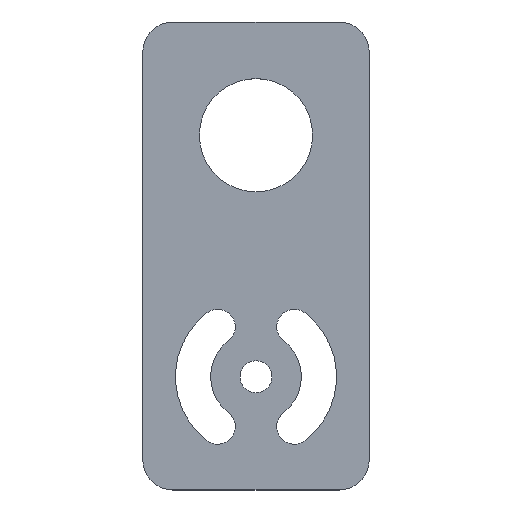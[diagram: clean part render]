
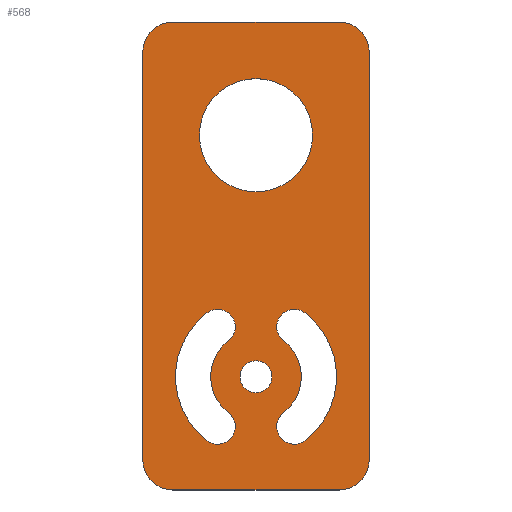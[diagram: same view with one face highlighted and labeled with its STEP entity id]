
A CAD part, top view. The second image highlights one B-rep face of the part: STEP entity #568.
In plain terms, the highlighted planar face has unit normal (0, 0, 1).
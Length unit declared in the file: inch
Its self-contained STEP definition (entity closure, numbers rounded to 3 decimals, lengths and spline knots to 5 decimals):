
#129=CARTESIAN_POINT('',(-0.64961,3.4252,
0.10236));
#130=DIRECTION('',(0.,0.,1.));
#131=DIRECTION('',(0.,1.,0.));
#132=AXIS2_PLACEMENT_3D('',#129,#130,#131);
#134=DIRECTION('',(1.,0.,0.));
#135=VECTOR('',#134,1.29921);
#136=CARTESIAN_POINT('',(-0.64961,3.66142,
0.10236));
#137=LINE('',#136,#135);
#138=CARTESIAN_POINT('',(0.64961,3.4252,0.10236));
#139=DIRECTION('',(0.,0.,1.));
#140=DIRECTION('',(1.,0.,0.));
#141=AXIS2_PLACEMENT_3D('',#138,#139,#140);
#143=DIRECTION('',(0.,-1.,0.));
#144=VECTOR('',#143,3.18898);
#145=CARTESIAN_POINT('',(0.88583,3.4252,0.10236));
#146=LINE('',#145,#144);
#147=CARTESIAN_POINT('',(0.64961,0.23622,
0.10236));
#148=DIRECTION('',(0.,0.,1.));
#149=DIRECTION('',(0.,-1.,0.));
#150=AXIS2_PLACEMENT_3D('',#147,#148,#149);
#152=DIRECTION('',(-1.,0.,0.));
#153=VECTOR('',#152,1.29921);
#154=CARTESIAN_POINT('',(0.64961,0.,0.10236));
#155=LINE('',#154,#153);
#156=CARTESIAN_POINT('',(-0.64961,0.23622,
0.10236));
#157=DIRECTION('',(0.,0.,1.));
#158=DIRECTION('',(-1.,0.,0.));
#159=AXIS2_PLACEMENT_3D('',#156,#157,#158);
#161=DIRECTION('',(0.,1.,0.));
#162=VECTOR('',#161,3.18898);
#163=CARTESIAN_POINT('',(-0.88583,0.23622,
0.10236));
#164=LINE('',#163,#162);
#165=CARTESIAN_POINT('',(0.,0.88583,0.10236));
#166=DIRECTION('',(0.,0.,-1.));
#167=DIRECTION('',(0.609,0.793,0.));
#168=AXIS2_PLACEMENT_3D('',#165,#166,#167);
#170=CARTESIAN_POINT('',(0.29959,0.4954,
0.10236));
#171=DIRECTION('',(0.,0.,-1.));
#172=DIRECTION('',(0.609,-0.793,0.));
#173=AXIS2_PLACEMENT_3D('',#170,#171,#172);
#175=CARTESIAN_POINT('',(0.,0.88583,0.10236));
#176=DIRECTION('',(0.,0.,-1.));
#177=DIRECTION('',(0.609,0.793,0.));
#178=AXIS2_PLACEMENT_3D('',#175,#176,#177);
#180=CARTESIAN_POINT('',(0.29959,1.27626,0.10236));
#181=DIRECTION('',(0.,0.,-1.));
#182=DIRECTION('',(-0.609,-0.793,0.));
#183=AXIS2_PLACEMENT_3D('',#180,#181,#182);
#185=CARTESIAN_POINT('',(0.,0.88583,0.10236));
#186=DIRECTION('',(0.,0.,-1.));
#187=DIRECTION('',(-0.609,-0.793,0.));
#188=AXIS2_PLACEMENT_3D('',#185,#186,#187);
#190=CARTESIAN_POINT('',(-0.29959,1.27626,
0.10236));
#191=DIRECTION('',(0.,0.,-1.));
#192=DIRECTION('',(-0.609,0.793,0.));
#193=AXIS2_PLACEMENT_3D('',#190,#191,#192);
#195=CARTESIAN_POINT('',(0.,0.88583,0.10236));
#196=DIRECTION('',(0.,0.,-1.));
#197=DIRECTION('',(-0.609,-0.793,0.));
#198=AXIS2_PLACEMENT_3D('',#195,#196,#197);
#200=CARTESIAN_POINT('',(-0.29959,0.4954,
0.10236));
#201=DIRECTION('',(0.,0.,-1.));
#202=DIRECTION('',(0.609,0.793,0.));
#203=AXIS2_PLACEMENT_3D('',#200,#201,#202);
#205=CARTESIAN_POINT('',(0.,0.88583,0.10236));
#206=DIRECTION('',(0.,0.,-1.));
#207=DIRECTION('',(0.,1.,0.));
#208=AXIS2_PLACEMENT_3D('',#205,#206,#207);
#210=CARTESIAN_POINT('',(0.,0.88583,0.10236));
#211=DIRECTION('',(0.,0.,-1.));
#212=DIRECTION('',(0.,-1.,0.));
#213=AXIS2_PLACEMENT_3D('',#210,#211,#212);
#215=CARTESIAN_POINT('',(0.,2.77559,0.10236));
#216=DIRECTION('',(0.,0.,-1.));
#217=DIRECTION('',(0.,1.,0.));
#218=AXIS2_PLACEMENT_3D('',#215,#216,#217);
#220=CARTESIAN_POINT('',(0.,2.77559,0.10236));
#221=DIRECTION('',(0.,0.,-1.));
#222=DIRECTION('',(0.,-1.,0.));
#223=AXIS2_PLACEMENT_3D('',#220,#221,#222);
#277=CARTESIAN_POINT('',(-0.64961,3.66142,
0.10236));
#278=VERTEX_POINT('',#277);
#279=CARTESIAN_POINT('',(-0.88583,3.4252,
0.10236));
#280=VERTEX_POINT('',#279);
#285=CARTESIAN_POINT('',(0.88583,3.4252,0.10236));
#286=VERTEX_POINT('',#285);
#287=CARTESIAN_POINT('',(0.64961,3.66142,0.10236));
#288=VERTEX_POINT('',#287);
#293=CARTESIAN_POINT('',(0.64961,0.,0.10236));
#294=VERTEX_POINT('',#293);
#295=CARTESIAN_POINT('',(0.88583,0.23622,
0.10236));
#296=VERTEX_POINT('',#295);
#301=CARTESIAN_POINT('',(-0.88583,0.23622,
0.10236));
#302=VERTEX_POINT('',#301);
#303=CARTESIAN_POINT('',(-0.64961,0.,0.10236));
#304=VERTEX_POINT('',#303);
#325=CARTESIAN_POINT('',(0.,1.01083,0.10236));
#326=CARTESIAN_POINT('',(0.,0.76083,0.10236));
#327=VERTEX_POINT('',#325);
#328=VERTEX_POINT('',#326);
#329=CARTESIAN_POINT('',(-0.2157,0.60472,
0.10236));
#330=CARTESIAN_POINT('',(-0.2157,1.16694,
0.10236));
#331=VERTEX_POINT('',#329);
#332=VERTEX_POINT('',#330);
#333=CARTESIAN_POINT('',(-0.38347,1.38558,
0.10236));
#334=VERTEX_POINT('',#333);
#335=CARTESIAN_POINT('',(-0.38347,0.38608,
0.10236));
#336=VERTEX_POINT('',#335);
#337=CARTESIAN_POINT('',(0.2157,1.16694,0.10236));
#338=CARTESIAN_POINT('',(0.2157,0.60472,
0.10236));
#339=VERTEX_POINT('',#337);
#340=VERTEX_POINT('',#338);
#341=CARTESIAN_POINT('',(0.38347,0.38608,
0.10236));
#342=VERTEX_POINT('',#341);
#343=CARTESIAN_POINT('',(0.38347,1.38558,0.10236));
#344=VERTEX_POINT('',#343);
#349=CARTESIAN_POINT('',(0.,3.2185,0.10236));
#350=CARTESIAN_POINT('',(0.,2.33268,0.10236));
#351=VERTEX_POINT('',#349);
#352=VERTEX_POINT('',#350);
#521=CARTESIAN_POINT('',(0.,1.83071,0.10236));
#522=DIRECTION('',(0.,0.,-1.));
#523=DIRECTION('',(0.,-1.,0.));
#524=AXIS2_PLACEMENT_3D('',#521,#522,#523);
#525=PLANE('',#524);
#526=ORIENTED_EDGE('',*,*,#417,.F.);
#527=ORIENTED_EDGE('',*,*,#433,.T.);
#528=ORIENTED_EDGE('',*,*,#446,.F.);
#529=ORIENTED_EDGE('',*,*,#461,.T.);
#530=ORIENTED_EDGE('',*,*,#474,.F.);
#531=ORIENTED_EDGE('',*,*,#489,.T.);
#532=ORIENTED_EDGE('',*,*,#502,.F.);
#533=ORIENTED_EDGE('',*,*,#514,.T.);
#534=EDGE_LOOP('',(#526,#527,#528,#529,#530,#531,#532,#533));
#535=FACE_OUTER_BOUND('',#534,.F.);
#537=ORIENTED_EDGE('',*,*,#536,.T.);
#539=ORIENTED_EDGE('',*,*,#538,.F.);
#541=ORIENTED_EDGE('',*,*,#540,.F.);
#543=ORIENTED_EDGE('',*,*,#542,.F.);
#544=EDGE_LOOP('',(#537,#539,#541,#543));
#545=FACE_BOUND('',#544,.F.);
#547=ORIENTED_EDGE('',*,*,#546,.T.);
#549=ORIENTED_EDGE('',*,*,#548,.F.);
#551=ORIENTED_EDGE('',*,*,#550,.F.);
#553=ORIENTED_EDGE('',*,*,#552,.F.);
#554=EDGE_LOOP('',(#547,#549,#551,#553));
#555=FACE_BOUND('',#554,.F.);
#557=ORIENTED_EDGE('',*,*,#556,.F.);
#559=ORIENTED_EDGE('',*,*,#558,.F.);
#560=EDGE_LOOP('',(#557,#559));
#561=FACE_BOUND('',#560,.F.);
#563=ORIENTED_EDGE('',*,*,#562,.F.);
#565=ORIENTED_EDGE('',*,*,#564,.F.);
#566=EDGE_LOOP('',(#563,#565));
#567=FACE_BOUND('',#566,.F.);
#568=ADVANCED_FACE('',(#535,#545,#555,#561,#567),#525,.F.);
#133=CIRCLE('',#132,0.23622);
#142=CIRCLE('',#141,0.23622);
#151=CIRCLE('',#150,0.23622);
#160=CIRCLE('',#159,0.23622);
#169=CIRCLE('',#168,0.35433);
#174=CIRCLE('',#173,0.1378);
#179=CIRCLE('',#178,0.62992);
#184=CIRCLE('',#183,0.1378);
#189=CIRCLE('',#188,0.35433);
#194=CIRCLE('',#193,0.1378);
#199=CIRCLE('',#198,0.62992);
#204=CIRCLE('',#203,0.1378);
#209=CIRCLE('',#208,0.125);
#214=CIRCLE('',#213,0.125);
#219=CIRCLE('',#218,0.44291);
#224=CIRCLE('',#223,0.44291);
#417=EDGE_CURVE('',#278,#280,#133,.T.);
#433=EDGE_CURVE('',#278,#288,#137,.T.);
#446=EDGE_CURVE('',#286,#288,#142,.T.);
#461=EDGE_CURVE('',#286,#296,#146,.T.);
#474=EDGE_CURVE('',#294,#296,#151,.T.);
#489=EDGE_CURVE('',#294,#304,#155,.T.);
#502=EDGE_CURVE('',#302,#304,#160,.T.);
#514=EDGE_CURVE('',#302,#280,#164,.T.);
#536=EDGE_CURVE('',#339,#340,#169,.T.);
#538=EDGE_CURVE('',#342,#340,#174,.T.);
#540=EDGE_CURVE('',#344,#342,#179,.T.);
#542=EDGE_CURVE('',#339,#344,#184,.T.);
#546=EDGE_CURVE('',#331,#332,#189,.T.);
#548=EDGE_CURVE('',#334,#332,#194,.T.);
#550=EDGE_CURVE('',#336,#334,#199,.T.);
#552=EDGE_CURVE('',#331,#336,#204,.T.);
#556=EDGE_CURVE('',#327,#328,#209,.T.);
#558=EDGE_CURVE('',#328,#327,#214,.T.);
#562=EDGE_CURVE('',#351,#352,#219,.T.);
#564=EDGE_CURVE('',#352,#351,#224,.T.);
